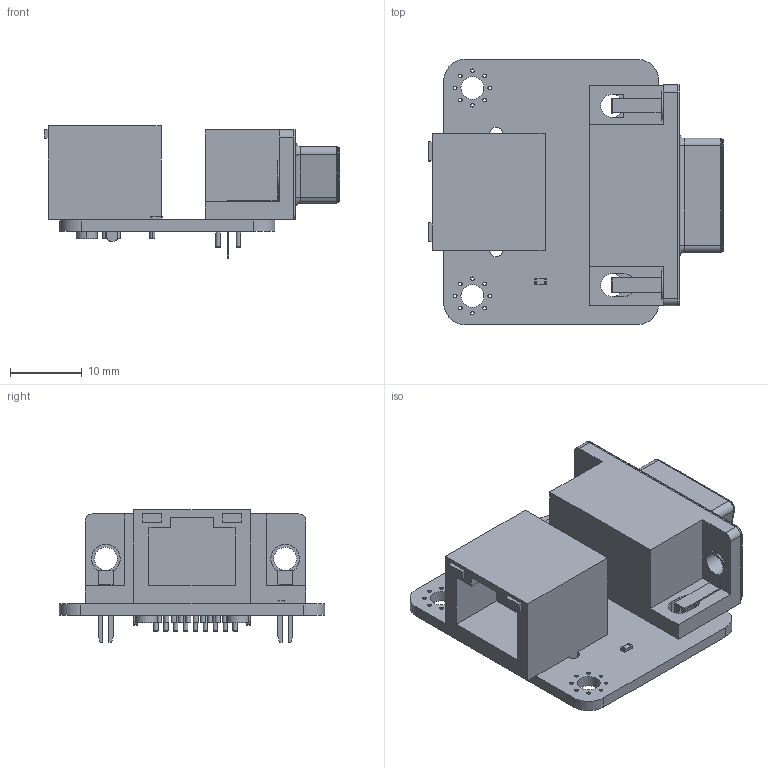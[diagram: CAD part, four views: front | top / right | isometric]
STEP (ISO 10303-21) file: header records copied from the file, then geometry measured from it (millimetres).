
FILE_DESCRIPTION(('KiCad electronic assembly'),'2;1');
FILE_NAME('ditron-dc11-encoder.step','2024-09-22T19:13:32',('Pcbnew'),( 'Kicad'),'Open CASCADE STEP processor 7.8','KiCad to STEP converter' ,'Unknown');
FILE_SCHEMA(('AUTOMOTIVE_DESIGN { 1 0 10303 214 1 1 1 1 }'));
Length unit declared in the file: millimetre
Products named in the file (8): ditron-dc11-encoder 1; DSUB-9_Female_Horizontal_P2.77x2.84mm_EdgePinOffset7.70mm_Housed_
MountingHolesOffset9.12mm; R_0603_1608Metric; R-RJ45R08P-C000; ditron-dc11-encoder_PCB
Assembly tree (7 placements, depth 3):
  ditron-dc11-encoder 1
    DSUB-9_Female_Horizontal_P2.77x2.84mm_EdgePinOffset7.70mm_Housed_
MountingHolesOffset9.12mm
      DSUB-9_Female_Horizontal_P2.77x2.84mm_EdgePinOffset7.70mm_Housed_
MountingHolesOffset9.12mm
    R_0603_1608Metric
      R_0603_1608Metric
    R-RJ45R08P-C000
      R-RJ45R08P-C000
    ditron-dc11-encoder_PCB
Bounding box: 41.13 x 37 x 18.5 mm (x, y, z)
Volume: 8555.6 mm3; surface area: 7010.8 mm2
Topology: 4 solids, 4 shells, 339 faces, 841 edges, 538 vertices
Faces by surface type: plane 161, cylinder 142, torus 19, cone 17
Full cylindrical faces by diameter (mm): 0.5 x16, 0.64 x9, 0.853 x9, 0.89 x12, 1 x9, 1.8 x2, 3.2 x6, 3.25 x2, 4 x2
Entity records: 11900 total; most frequent: DIRECTION 1868, CARTESIAN_POINT 1728, ORIENTED_EDGE 1682, EDGE_CURVE 841, AXIS2_PLACEMENT_3D 682, VERTEX_POINT 538, LINE 504, VECTOR 504
